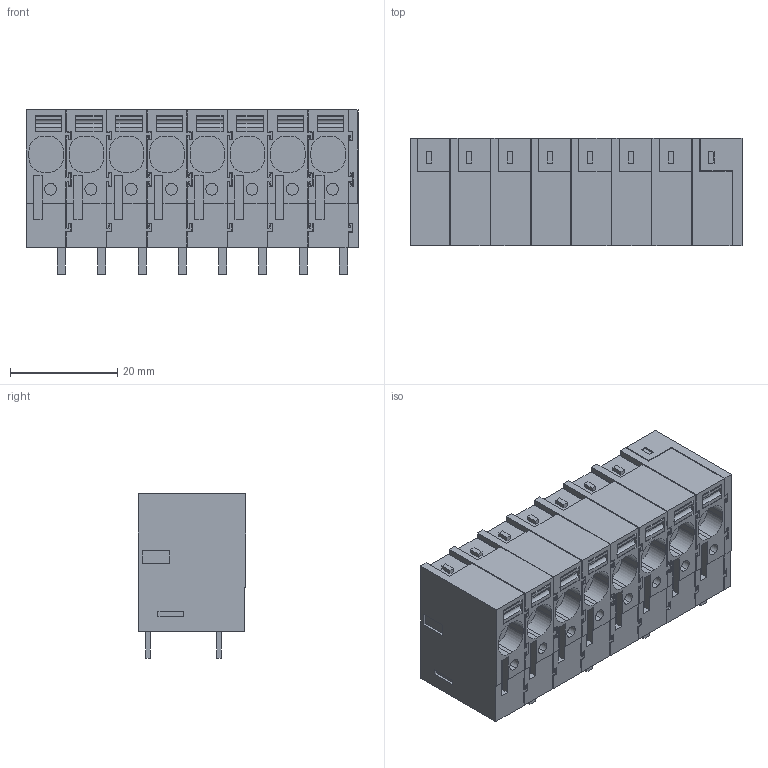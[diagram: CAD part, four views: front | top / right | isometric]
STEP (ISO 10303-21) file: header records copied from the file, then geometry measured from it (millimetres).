
FILE_DESCRIPTION(('CATIA V5 STEP Exchange','CAx-IF Rec.Pracs.--- Model Styling and Organization---1.4--- 2014-01-23'),'2;1');
FILE_NAME ('D1462729_2_2473060000_2473060000.stp','2022-09-22T06:59:43+00:00',('none'),('Weidmueller'),'CATIA Version 5-6 Release 2016 SP3 HF44','CATIA V5 STEP AP214','none');
FILE_SCHEMA(('AUTOMOTIVE_DESIGN { 1 0 10303 214 1 1 1 1 }'));
Length unit declared in the file: millimetre
Products named in the file (1): 2473060000
Bounding box: 61.8 x 20.05 x 30.56 mm (x, y, z)
Volume: 27435.1 mm3; surface area: 11198.2 mm2
Topology: 17 solids, 17 shells, 1331 faces, 3772 edges, 2534 vertices
Faces by surface type: plane 1259, cylinder 72
Entity records: 39931 total; most frequent: ORIENTED_EDGE 7544, CARTESIAN_POINT 6902, DIRECTION 4956, EDGE_CURVE 3772, VECTOR 3626, LINE 3626, VERTEX_POINT 2534, EDGE_LOOP 1392
